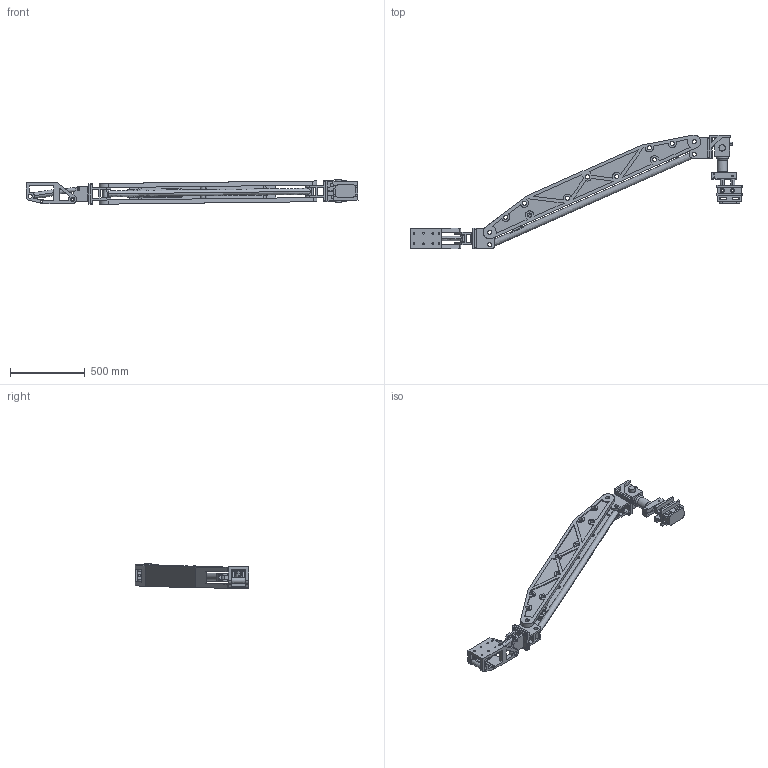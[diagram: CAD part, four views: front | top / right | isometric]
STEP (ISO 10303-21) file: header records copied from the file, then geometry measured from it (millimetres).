
FILE_DESCRIPTION(('FreeCAD Model'),'2;1');
FILE_NAME('Open CASCADE Shape Model','2025-05-03T08:52:51',('FreeCAD'),( 'FreeCAD'),'Open CASCADE STEP processor 7.6','FreeCAD','Unknown');
FILE_SCHEMA(('AUTOMOTIVE_DESIGN { 1 0 10303 214 1 1 1 1 }'));
Length unit declared in the file: millimetre
Products named in the file (1): Open CASCADE STEP translator 7.6 1
Bounding box: 2214.71 x 758.87 x 164.82 mm (x, y, z)
Volume: 23680326.7 mm3; surface area: 2874601.2 mm2
Topology: 17 solids, 17 shells, 722 faces, 1964 edges, 1269 vertices
Faces by surface type: bspline 722
Entity records: 24141 total; most frequent: CARTESIAN_POINT 12899, ORIENTED_EDGE 3904, EDGE_CURVE 1952, VERTEX_POINT 1269, B_SPLINE_CURVE_WITH_KNOTS 1122, FACE_BOUND 969, EDGE_LOOP 969, ADVANCED_FACE 722
